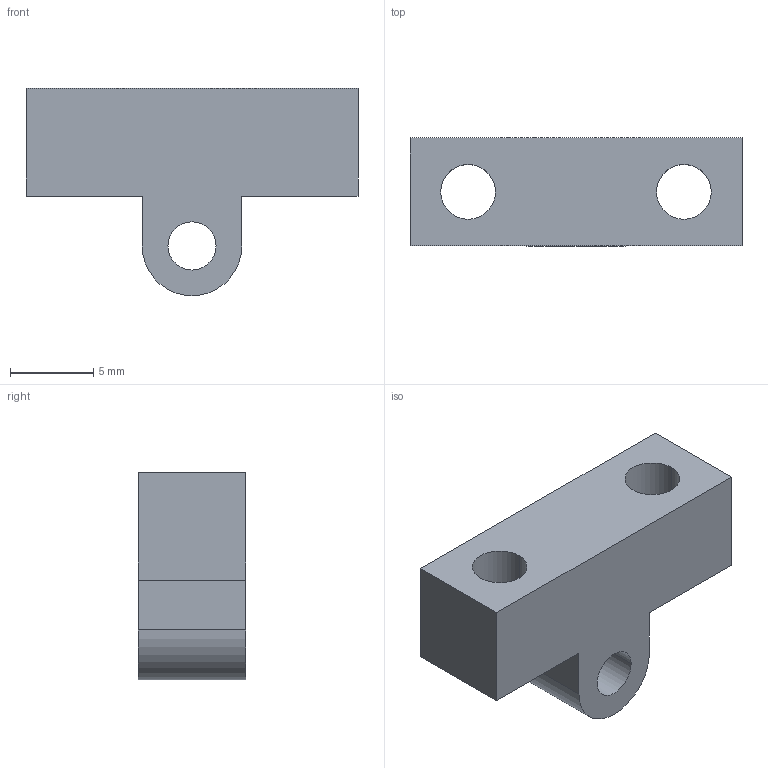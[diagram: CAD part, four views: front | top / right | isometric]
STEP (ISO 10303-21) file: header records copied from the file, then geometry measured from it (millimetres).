
FILE_DESCRIPTION((''),'2;1');
FILE_NAME('Z-BEDSTOP','2013-10-07T',('CHALSPO'),('ABB Schweiz AG'),'PRO/ENGINEER BY PARAMETRIC TECHNOLOGY CORPORATION, 2011490','PRO/ENGINEER BY PARAMETRIC TECHNOLOGY CORPORATION, 2011490','');
FILE_SCHEMA(('CONFIG_CONTROL_DESIGN'));
Length unit declared in the file: millimetre
Products named in the file (1): Z-BEDSTOP
Bounding box: 20 x 6.5 x 12.5 mm (x, y, z)
Volume: 899.8 mm3; surface area: 876.6 mm2
Topology: 1 solids, 1 shells, 16 faces, 48 edges, 40 vertices
Faces by surface type: plane 9, cylinder 7
Entity records: 589 total; most frequent: DIRECTION 96, CARTESIAN_POINT 93, ORIENTED_EDGE 84, EDGE_CURVE 42, VECTOR 34, LINE 34, AXIS2_PLACEMENT_3D 31, VERTEX_POINT 28
